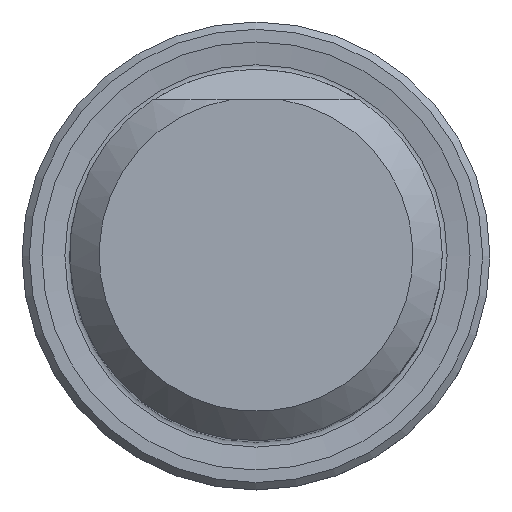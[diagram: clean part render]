
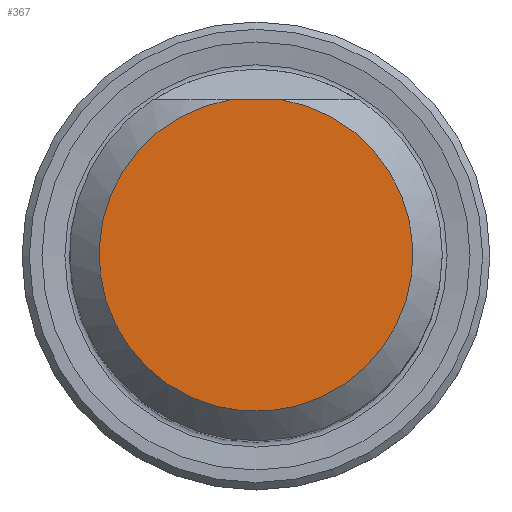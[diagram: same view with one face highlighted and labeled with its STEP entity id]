
A CAD part, top view. The second image highlights one B-rep face of the part: STEP entity #367.
In plain terms, the highlighted planar face has unit normal (0, 0, 1).
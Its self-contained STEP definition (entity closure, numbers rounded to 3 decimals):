
#250=PLANE('',#6195);
#367=ADVANCED_FACE('',(#805),#250,.T.);
#805=FACE_OUTER_BOUND('',#1084,.T.);
#1084=EDGE_LOOP('',(#1934,#1935));
#1439=CIRCLE('',#6194,10.697);
#1934=ORIENTED_EDGE('',*,*,#4130,.F.);
#1935=ORIENTED_EDGE('',*,*,#4131,.T.);
#3551=VERTEX_POINT('',#9314);
#3552=VERTEX_POINT('',#9315);
#4130=EDGE_CURVE('',#3551,#3552,#5321,.T.);
#4131=EDGE_CURVE('',#3551,#3552,#1439,.T.);
#5321=LINE('',#9313,#5655);
#5655=VECTOR('',#7035,1.);
#6194=AXIS2_PLACEMENT_3D('',#9316,#7036,#7037);
#6195=AXIS2_PLACEMENT_3D('',#9317,#7038,#7039);
#7035=DIRECTION('',(1.,0.,0.));
#7036=DIRECTION('',(0.,0.,1.));
#7037=DIRECTION('',(0.,-1.,0.));
#7038=DIRECTION('',(0.,0.,1.));
#7039=DIRECTION('',(0.,-1.,0.));
#9313=CARTESIAN_POINT('',(0.,10.553,56.));
#9314=CARTESIAN_POINT('',(-1.746,10.553,56.));
#9315=CARTESIAN_POINT('',(1.746,10.553,56.));
#9316=CARTESIAN_POINT('',(0.,0.,56.));
#9317=CARTESIAN_POINT('',(0.,0.,56.));
